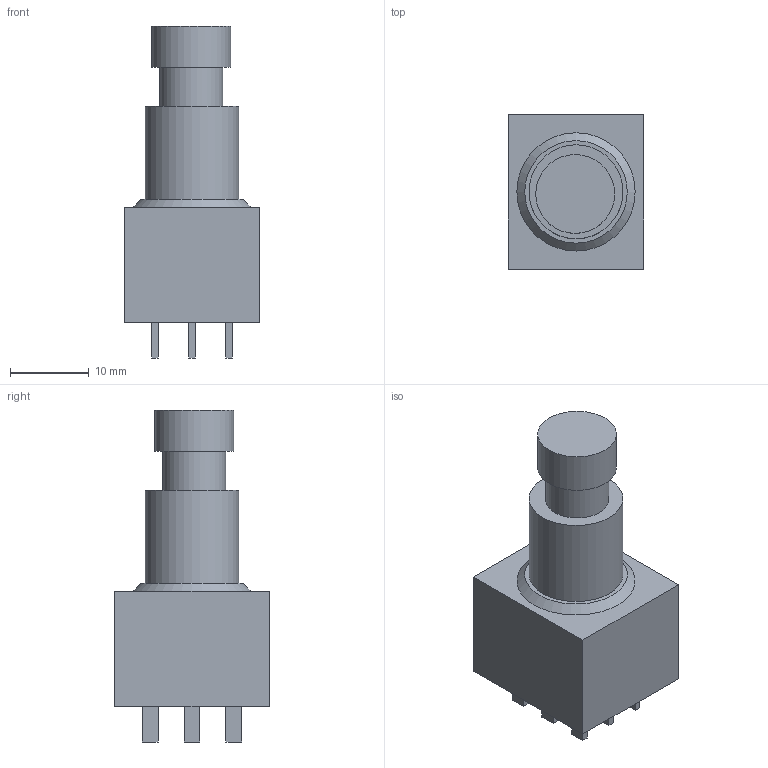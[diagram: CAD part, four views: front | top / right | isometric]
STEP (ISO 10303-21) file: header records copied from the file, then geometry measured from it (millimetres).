
FILE_DESCRIPTION(/* description */ (''),/* implementation_level */ '2;1');
FILE_NAME(/* name */ 'Switch principal.step',/* time_stamp */ '2025-12-11T10:20:42+01:00',/* author */ (''),/* organization */ (''),/* preprocessor_version */ 'ST-DEVELOPER v20.1',/* originating_system */ 'Autodesk Translation Framework v14.21.0.0',/* authorisation */ '');
FILE_SCHEMA (('AUTOMOTIVE_DESIGN { 1 0 10303 214 3 1 1 }'));
Length unit declared in the file: millimetre
Products named in the file (1): 2025-12-11-09-44-48-577
Bounding box: 17.2 x 19.6 x 42.1 mm (x, y, z)
Volume: 7114.9 mm3; surface area: 2780.8 mm2
Topology: 1 solids, 1 shells, 59 faces, 132 edges, 88 vertices
Faces by surface type: plane 55, cylinder 3, cone 1
Full cylindrical faces by diameter (mm): 8 x1, 10 x1, 11.908 x1
Entity records: 1675 total; most frequent: CARTESIAN_POINT 280, ORIENTED_EDGE 264, DIRECTION 260, EDGE_CURVE 132, LINE 124, VECTOR 124, VERTEX_POINT 88, EDGE_LOOP 72
